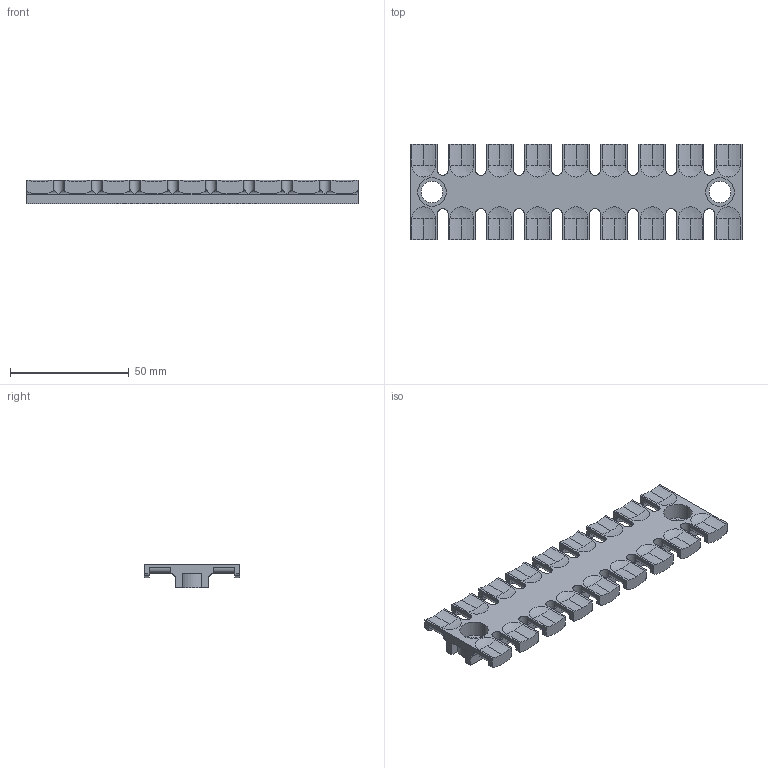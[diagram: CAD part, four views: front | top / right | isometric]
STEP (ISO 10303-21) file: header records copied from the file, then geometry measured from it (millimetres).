
FILE_DESCRIPTION (( 'STEP AP203' ), '1' );
FILE_NAME ('566124.step', '2020-12-17T18:36:34', ( '' ), ( '' ), 'SwSTEP 2.0', 'SolidWorks 2019', '' );
FILE_SCHEMA (( 'CONFIG_CONTROL_DESIGN' ));
Length unit declared in the file: millimetre
Products named in the file (1): 566124
Bounding box: 139.5 x 40 x 10 mm (x, y, z)
Volume: 22720.9 mm3; surface area: 16494.5 mm2
Topology: 1 solids, 1 shells, 355 faces, 989 edges, 642 vertices
Faces by surface type: cylinder 183, plane 154, sphere 18
Entity records: 12820 total; most frequent: CARTESIAN_POINT 3383, DIRECTION 2005, ORIENTED_EDGE 1978, EDGE_CURVE 989, AXIS2_PLACEMENT_3D 692, VERTEX_POINT 642, LINE 621, VECTOR 621
